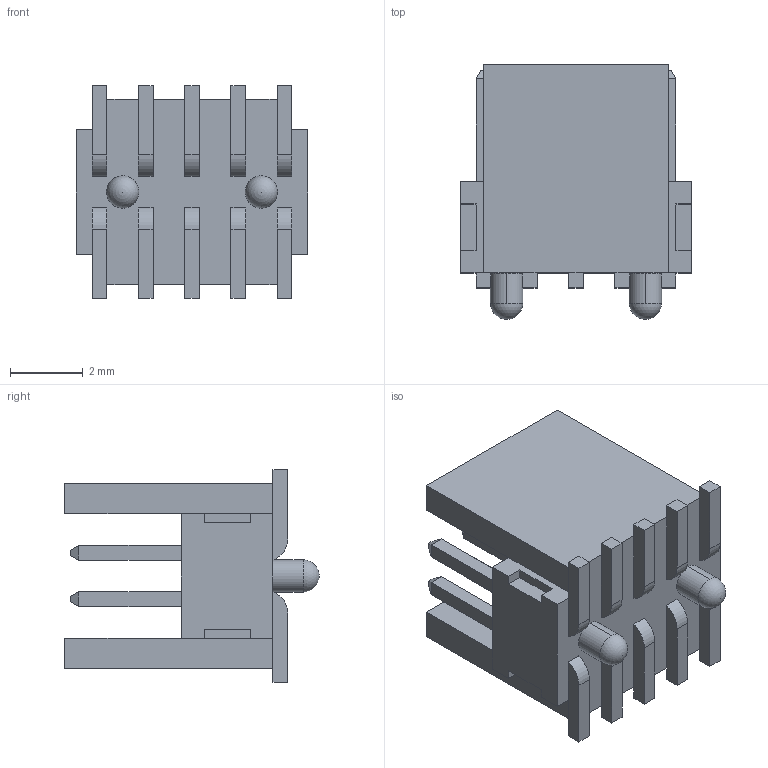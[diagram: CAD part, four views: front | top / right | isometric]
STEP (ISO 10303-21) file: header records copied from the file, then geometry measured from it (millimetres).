
FILE_DESCRIPTION (( 'STEP AP214' ), '1' );
FILE_NAME ('Samtec-FTSH-105-01-F-DV-K-A.step', '2013-10-25T00:53:09', ( 'Windows User' ), ( '' ), 'SwSTEP 2.0', 'SolidWorks 2013', '' );
FILE_SCHEMA (( 'AUTOMOTIVE_DESIGN' ));
Length unit declared in the file: inch
Products named in the file (1): Samtec-FTSH-105-01-F-DV-K-A
Bounding box: 6.35 x 6.99 x 5.84 mm (x, y, z)
Volume: 106.4 mm3; surface area: 264 mm2
Topology: 1 solids, 1 shells, 196 faces, 488 edges, 304 vertices
Faces by surface type: plane 180, cylinder 14, sphere 2
Entity records: 7020 total; most frequent: CARTESIAN_POINT 979, ORIENTED_EDGE 964, DIRECTION 904, EDGE_CURVE 482, VECTOR 454, LINE 454, VERTEX_POINT 300, AXIS2_PLACEMENT_3D 225
